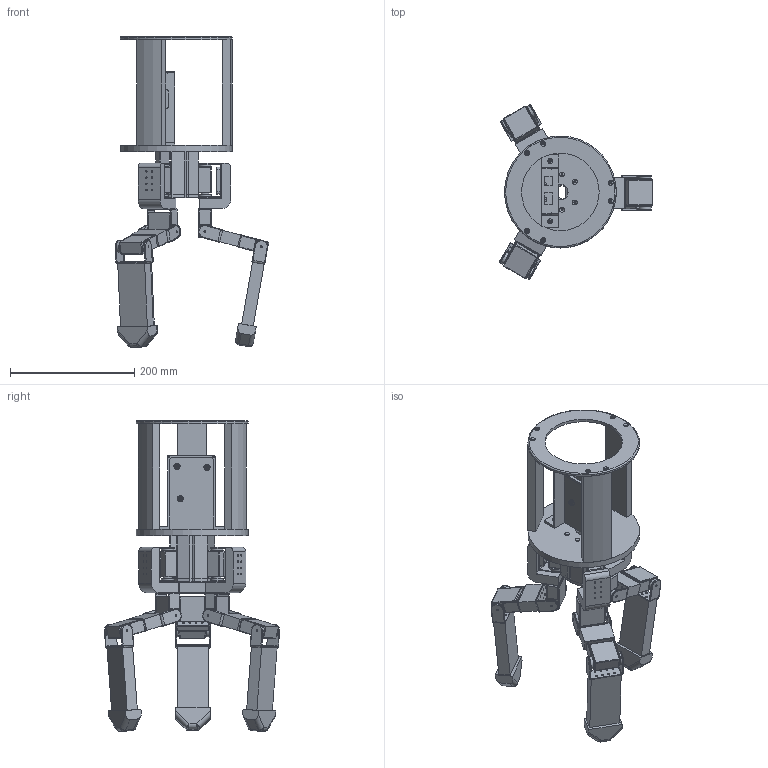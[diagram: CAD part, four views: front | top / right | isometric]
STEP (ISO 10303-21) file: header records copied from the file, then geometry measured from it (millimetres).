
FILE_DESCRIPTION(/* description */ (''),/* implementation_level */ '2;1');
FILE_NAME(/* name */ '5da0458f-09ab-4d5d-9a5b-c1a6e2af429f.stp',/* time_stamp */ '2023-07-07T13:16:25Z',/* author */ (''),/* organization */ (''),/* preprocessor_version */ 'ST-DEVELOPER v20',/* originating_system */ 'Autodesk Translation Framework v12.9.0.99',/* authorisation */ '');
FILE_SCHEMA (('AUTOMOTIVE_DESIGN { 1 0 10303 214 3 1 1 }'));
Length unit declared in the file: millimetre
Products named in the file (8): TriPod01; shoulder2; shoulder3; upperLeg; shoulder1; lowerLeg; hip1; bodyPlatform
Assembly tree (14 placements, depth 3):
  TriPod01
    shoulder1
    upperLeg  x3
      shoulder1
    lowerLeg  x3
    shoulder2
    shoulder3
    hip1  x3
    bodyPlatform
Bounding box: 247.07 x 282.17 x 500.39 mm (x, y, z)
Volume: 1960000.3 mm3; surface area: 597943.6 mm2
Topology: 70 solids, 70 shells, 1592 faces, 3694 edges, 2262 vertices
Faces by surface type: cylinder 785, plane 552, sphere 108, torus 55, bspline 48, cone 44
Full cylindrical faces by diameter (mm): 2.4 x36, 2.8 x223, 3 x45, 4 x14, 6 x12, 7 x3, 14 x18, 20 x18, 25 x2, 125 x1, 180 x2
Entity records: 22519 total; most frequent: DIRECTION 4022, CARTESIAN_POINT 3940, ORIENTED_EDGE 3498, EDGE_CURVE 1749, AXIS2_PLACEMENT_3D 1524, VERTEX_POINT 1080, EDGE_LOOP 1071, LINE 974
